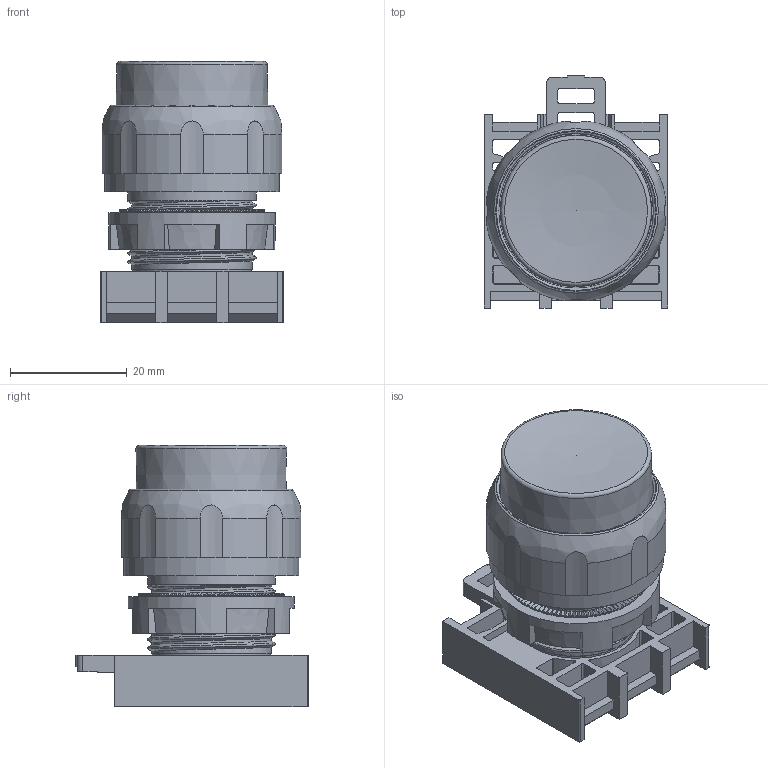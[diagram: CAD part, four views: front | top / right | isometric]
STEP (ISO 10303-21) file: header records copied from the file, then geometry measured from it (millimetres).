
FILE_DESCRIPTION(/* description */ (''),/* implementation_level */ '2;1');
FILE_NAME(/* name */ 'W22PB-EG (V2.0).stp',/* time_stamp */ '2020-07-23T11:31:10+05:00',/* author */ ('Owner'),/* organization */ (''),/* preprocessor_version */ 'ST-DEVELOPER v18',/* originating_system */ 'Autodesk Inventor 2020',/* authorisation */ '');
FILE_SCHEMA (('AUTOMOTIVE_DESIGN { 1 0 10303 214 3 1 1 }'));
Length unit declared in the file: millimetre
Products named in the file (1): Part3
Bounding box: 31.5 x 39.8 x 44.76 mm (x, y, z)
Volume: 16563.3 mm3; surface area: 22737.8 mm2
Topology: 2 solids, 2 shells, 1271 faces, 3366 edges, 2113 vertices
Faces by surface type: plane 918, cylinder 200, bspline 84, cone 40, torus 24, sphere 5
Full cylindrical faces by diameter (mm): 11.207 x1, 12.807 x1, 13.6 x1, 14.478 x2, 14.7 x1, 18 x1, 18.5 x1, 19.05 x2, 20.3 x1, 22.35 x3, 22.5 x1, 24 x2, 24.95 x1, 25.6 x3, 26.5 x1, 27.3 x2, 28.5 x1, 30 x1
Entity records: 48549 total; most frequent: CARTESIAN_POINT 15833, ORIENTED_EDGE 6730, DIRECTION 6327, EDGE_CURVE 3365, LINE 2255, VECTOR 2255, VERTEX_POINT 2113, AXIS2_PLACEMENT_3D 2036
